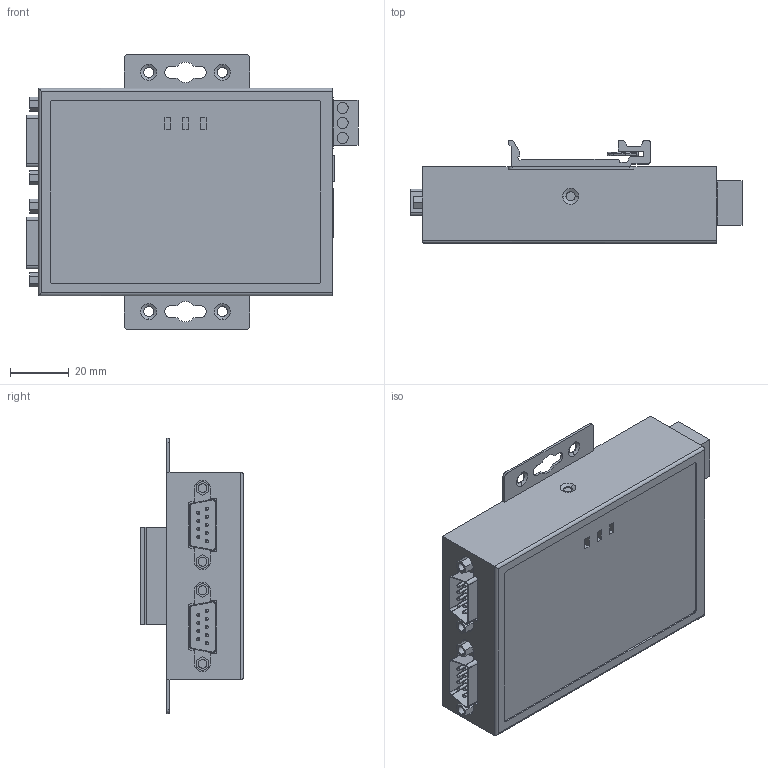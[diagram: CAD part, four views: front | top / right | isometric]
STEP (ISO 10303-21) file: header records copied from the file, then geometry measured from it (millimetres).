
FILE_DESCRIPTION((''),'2;1');
FILE_NAME('ASM0001_ASM_ASM','2022-03-18T18:36:00',('zhansuixin'),(''),'CREO PARAMETRIC BY PTC INC, 2021063','CREO PARAMETRIC BY PTC INC, 2021063','');
FILE_SCHEMA(('AUTOMOTIVE_DESIGN { 1 0 10303 214 1 1 1 1 }'));
Length unit declared in the file: millimetre
Products named in the file (7): PRT0004; PRT0005; PRT0006; PRT0007; PRT0009; GUAQIANGJIAN; ASM0001_ASM_ASM
Assembly tree (7 placements, depth 2):
  ASM0001_ASM_ASM
    PRT0004
    PRT0005
    PRT0006
    PRT0007
    PRT0009  x2
    GUAQIANGJIAN
Bounding box: 112.8 x 35 x 93.5 mm (x, y, z)
Volume: 186527 mm3; surface area: 43760.3 mm2
Topology: 7 solids, 7 shells, 514 faces, 1273 edges, 826 vertices
Faces by surface type: plane 281, cylinder 168, bspline 36, cone 16, torus 7, sphere 6
Entity records: 13777 total; most frequent: CARTESIAN_POINT 2720, DIRECTION 2197, ORIENTED_EDGE 2078, EDGE_CURVE 1039, AXIS2_PLACEMENT_3D 757, VECTOR 683, LINE 683, VERTEX_POINT 680
